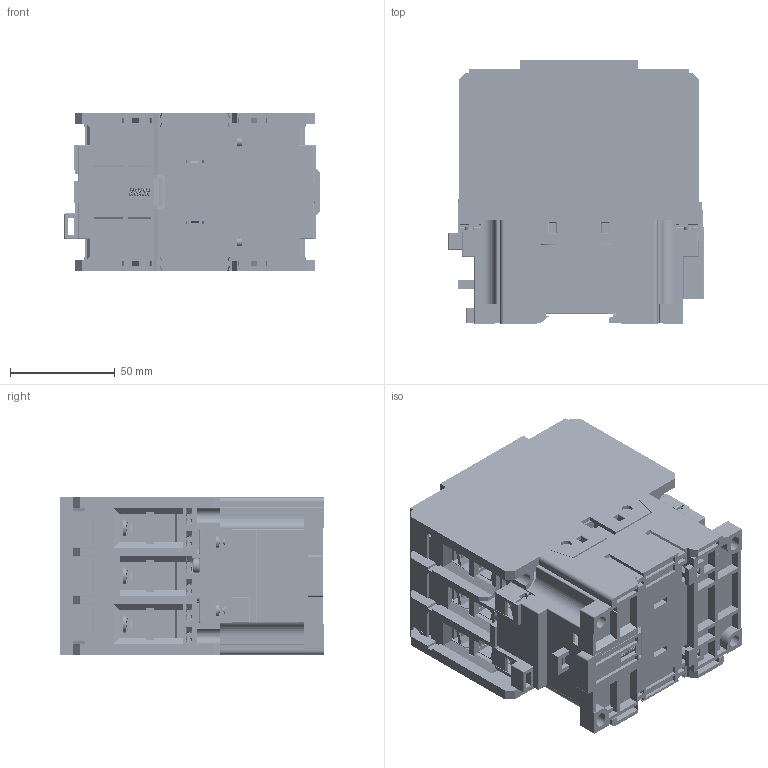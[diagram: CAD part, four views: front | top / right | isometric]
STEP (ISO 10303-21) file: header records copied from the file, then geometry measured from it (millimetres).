
FILE_DESCRIPTION((''),'2;1');
FILE_NAME('12C50036H01.stp','2015-05-22T16:00:28',('rshanor'),(''),'Autodesk Inventor 2013','Autodesk Inventor 2013','');
FILE_SCHEMA(('AUTOMOTIVE_DESIGN { 1 2 10303 214 0 1 1 1 }'));
Length unit declared in the file: millimetre
Products named in the file (1): 12C50036H01
Bounding box: 121.9 x 125.6 x 75 mm (x, y, z)
Volume: 459645.4 mm3; surface area: 382889.2 mm2
Topology: 18 solids, 54 shells, 11083 faces, 31797 edges, 20602 vertices
Faces by surface type: plane 8180, cylinder 1966, bspline 697, torus 133, cone 93, sphere 14
Full cylindrical faces by diameter (mm): 1.5 x12, 2 x12, 2.55 x8, 2.8 x2, 2.87 x4, 2.9 x14, 3 x6, 3.2 x6, 3.4 x8, 3.5 x6, 3.75 x2, 3.9 x14, 4 x15, 4.1 x2, 4.2 x17, 4.25 x4, 4.5 x6, 4.6 x4, 4.9 x4, 5 x6, 5.1 x26, 5.2 x1, 5.5 x2, 5.75 x4, 6 x2, 6.7 x4, 6.8 x2, 6.9 x10, 7.1 x1, 7.4 x6
Entity records: 390902 total; most frequent: CARTESIAN_POINT 92233, ORIENTED_EDGE 62570, DIRECTION 55407, EDGE_CURVE 31285, VECTOR 24669, LINE 24669, VERTEX_POINT 20429, AXIS2_PLACEMENT_3D 15369
